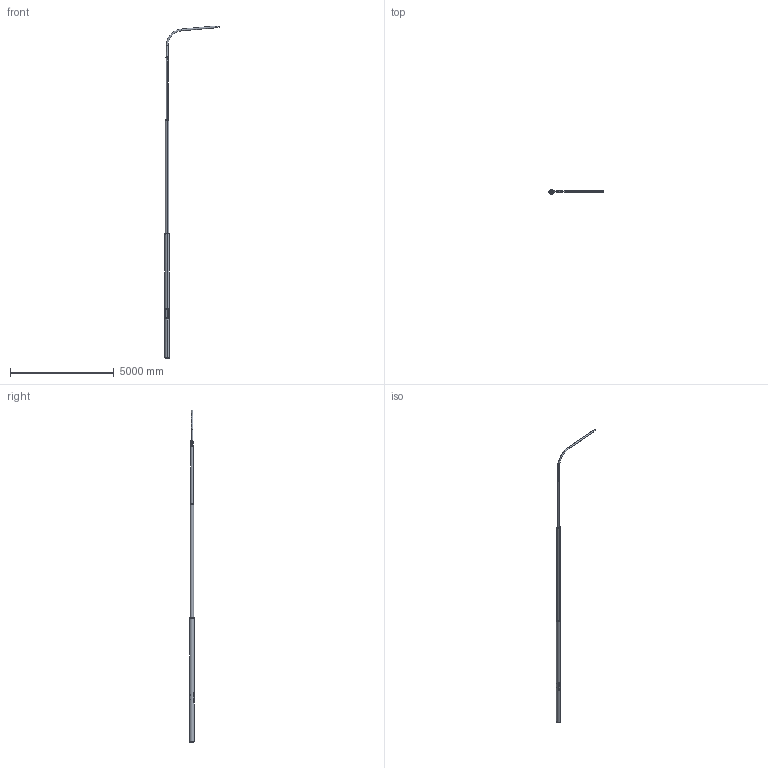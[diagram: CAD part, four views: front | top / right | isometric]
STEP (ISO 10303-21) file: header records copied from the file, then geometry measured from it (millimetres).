
FILE_DESCRIPTION (( 'STEP AP214' ), '1' );
FILE_NAME ('110520KGXS P225C215O 4608151 P-VARTINEN OLAKEPYLVÄS_3D.step', '2022-05-28T14:51:06', ( '' ), ( '' ), 'SwSTEP 2.0', 'SolidWorks 2021', '' );
FILE_SCHEMA (( 'AUTOMOTIVE_DESIGN' ));
Length unit declared in the file: millimetre
Products named in the file (16): socket set screw cone point_din_DIN 914 - M10 x 40-N; SOVITERENGAS SORVATTU_D219-D168; C215O OLAKERUNKO_C215O; YKSI R_KYTKENTÄAUKON LUUKKU_LUUKKU D219,1; P-OLAKEVARREN AIHIO_P225CO; 114,3X3,6 PY烼E鵬UTKI-LATVA_114,3X3,6 LATVAPUTKI-3000; SOVITERENGAS OLAKEVARSI_SOVITERENGAS D89-D114; OLAKEVARREN LATTA_LATTA 3X7,5X200; socket set screw cone point_din_DIN 914 - M10 x 30-N; KYTKENTÄAUKON LATTARAUTA_LATTA 4X20X150; 110520KGXS P225C215O 4608151 P-VARTINEN OLAKEPYLVÄS_3D; socket head cap screw_din_DIN 912 M6 x 16 --- 16N; P-OLAKEVARSI_P225CO; LATTA 5X16X460 KYTKENTÄAUKON VAHVIKE_C 1; 219,1X4,5 PYÖREÄPUTKI-TYVI_219,1 TYVIPUTKI TASALATVA-6000; 168,3X4,0 PYÖREÄPUTKI-VÄLI_219-168-114 VŽLIPUTKI TASATYVI-5500
Assembly tree (23 placements, depth 3):
  110520KGXS P225C215O 4608151 P-VARTINEN OLAKEPYLVÄS_3D
    P-OLAKEVARSI_P225CO
      P-OLAKEVARREN AIHIO_P225CO
      SOVITERENGAS OLAKEVARSI_SOVITERENGAS D89-D114
      OLAKEVARREN LATTA_LATTA 3X7,5X200  x3
    C215O OLAKERUNKO_C215O
      219,1X4,5 PYÖREÄPUTKI-TYVI_219,1 TYVIPUTKI TASALATVA-6000
      SOVITERENGAS SORVATTU_D219-D168
      168,3X4,0 PYÖREÄPUTKI-VÄLI_219-168-114 VŽLIPUTKI TASATYVI-5500
      114,3X3,6 PY烼E鵬UTKI-LATVA_114,3X3,6 LATVAPUTKI-3000
      socket set screw cone point_din_DIN 914 - M10 x 40-N
      socket set screw cone point_din_DIN 914 - M10 x 30-N  x2
      YKSI R_KYTKENTÄAUKON LUUKKU_LUUKKU D219,1
      socket head cap screw_din_DIN 912 M6 x 16 --- 16N  x4
      KYTKENTÄAUKON LATTARAUTA_LATTA 4X20X150  x2
      LATTA 5X16X460 KYTKENTÄAUKON VAHVIKE_C 1  x2
Bounding box: 2612.34 x 226.6 x 16031.28 mm (x, y, z)
Volume: 37091475.6 mm3; surface area: 18117223 mm2
Topology: 21 solids, 21 shells, 346 faces, 802 edges, 490 vertices
Faces by surface type: plane 160, cylinder 94, cone 64, torus 26, bspline 2
Entity records: 9042 total; most frequent: CARTESIAN_POINT 3065, DIRECTION 1152, ORIENTED_EDGE 1080, EDGE_CURVE 540, AXIS2_PLACEMENT_3D 438, VERTEX_POINT 335, VECTOR 276, LINE 276
